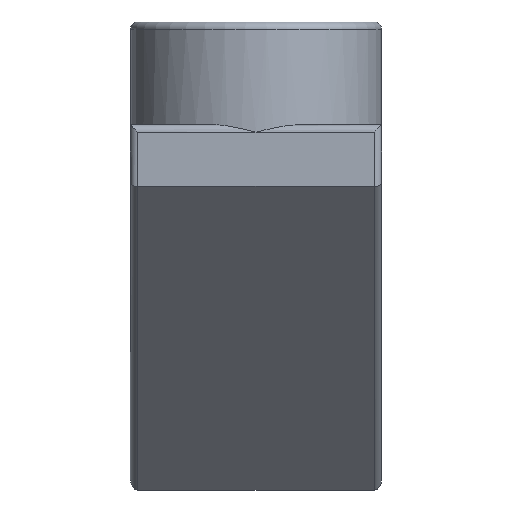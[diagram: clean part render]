
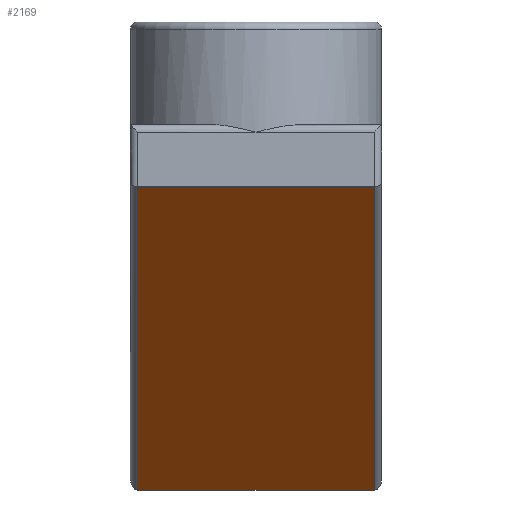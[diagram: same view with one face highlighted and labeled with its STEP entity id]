
A CAD part, left-side view. The second image highlights one B-rep face of the part: STEP entity #2169.
In plain terms, the highlighted planar face has unit normal (-0.707, 0, -0.707).
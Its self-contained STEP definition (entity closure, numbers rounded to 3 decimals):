
#147=CARTESIAN_POINT('',(0.,0.647,-32.));
#727=DIRECTION('',(0.,1.,0.));
#728=VECTOR('',#727,20.706);
#729=CARTESIAN_POINT('',(-26.6,0.647,-5.4));
#730=LINE('',#729,#728);
#734=CARTESIAN_POINT('',(-26.6,21.353,-5.4));
#746=DIRECTION('',(0.707,0.,-0.707));
#747=VECTOR('',#746,37.618);
#748=CARTESIAN_POINT('',(-26.6,0.647,-5.4));
#749=LINE('',#748,#747);
#753=DIRECTION('',(0.,1.,0.));
#754=VECTOR('',#753,20.706);
#755=CARTESIAN_POINT('',(0.,0.647,-32.));
#756=LINE('',#755,#754);
#760=DIRECTION('',(-0.707,0.,0.707));
#761=VECTOR('',#760,37.618);
#762=CARTESIAN_POINT('',(0.,21.353,-32.));
#763=LINE('',#762,#761);
#1472=VERTEX_POINT('',#734);
#1491=CARTESIAN_POINT('',(-26.6,0.647,-5.4));
#1492=VERTEX_POINT('',#1491);
#1494=VERTEX_POINT('',#147);
#1527=CARTESIAN_POINT('',(0.,21.353,-32.));
#1528=VERTEX_POINT('',#1527);
#2158=CARTESIAN_POINT('',(0.,0.,-32.));
#2159=DIRECTION('',(-0.707,0.,-0.707));
#2160=DIRECTION('',(-0.707,0.,0.707));
#2161=AXIS2_PLACEMENT_3D('',#2158,#2159,#2160);
#2162=PLANE('',#2161);
#2163=ORIENTED_EDGE('',*,*,#1611,.T.);
#2164=ORIENTED_EDGE('',*,*,#1631,.T.);
#2165=ORIENTED_EDGE('',*,*,#2146,.T.);
#2166=ORIENTED_EDGE('',*,*,#2121,.F.);
#2167=EDGE_LOOP('',(#2163,#2164,#2165,#2166));
#2168=FACE_OUTER_BOUND('',#2167,.F.);
#2169=ADVANCED_FACE('',(#2168),#2162,.T.);
#1611=EDGE_CURVE('',#1492,#1494,#749,.T.);
#1631=EDGE_CURVE('',#1494,#1528,#756,.T.);
#2121=EDGE_CURVE('',#1492,#1472,#730,.T.);
#2146=EDGE_CURVE('',#1528,#1472,#763,.T.);
